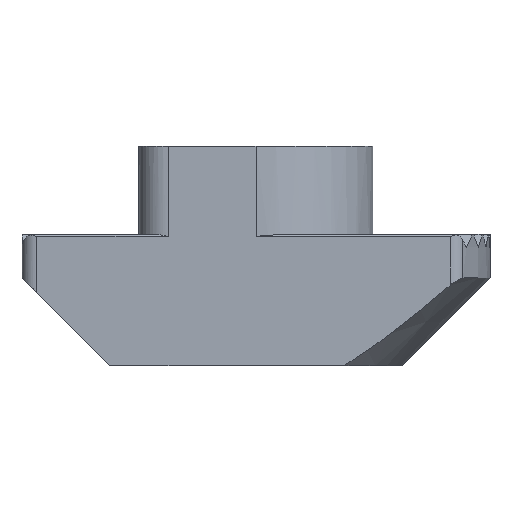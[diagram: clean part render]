
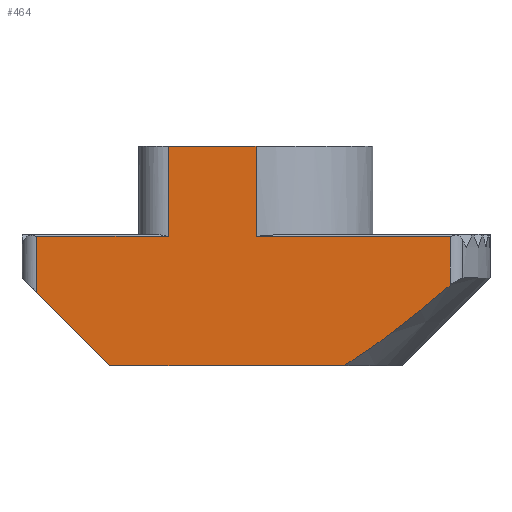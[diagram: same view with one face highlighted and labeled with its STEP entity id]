
A CAD part, left-side view. The second image highlights one B-rep face of the part: STEP entity #464.
In plain terms, the highlighted planar face has unit normal (-1, 0, 0).
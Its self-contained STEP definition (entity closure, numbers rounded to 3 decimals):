
#23 = EDGE_CURVE ( 'NONE', #2597, #2294, #2110, .T. ) ;
#82 = EDGE_LOOP ( 'NONE', ( #800, #363, #965, #2632, #1716, #877, #1963, #1587, #2534, #2123 ) ) ;
#99 = CARTESIAN_POINT ( 'NONE',  ( -4., 0., 3. ) ) ;
#124 = CARTESIAN_POINT ( 'NONE',  ( -4., -3., -4.5 ) ) ;
#159 = CARTESIAN_POINT ( 'NONE',  ( -4., 0., -4.5 ) ) ;
#213 = VERTEX_POINT ( 'NONE', #1224 ) ;
#224 = DIRECTION ( 'NONE',  ( 0., -1., 0. ) ) ;
#259 = EDGE_CURVE ( 'NONE', #830, #839, #2185, .T. ) ;
#262 = PLANE ( 'NONE',  #1914 ) ;
#363 = ORIENTED_EDGE ( 'NONE', *, *, #1472, .F. ) ;
#464 = ADVANCED_FACE ( 'NONE', ( #1945 ), #262, .F. ) ;
#472 = B_SPLINE_CURVE_WITH_KNOTS ( 'NONE', 3,
 ( #727, #1344, #2652, #2193, #719, #124 ),
 .UNSPECIFIED., .F., .F.,
 ( 4, 2, 4 ),
 ( 0., 0.002, 0.005 ),
 .UNSPECIFIED. ) ;
#477 = CARTESIAN_POINT ( 'NONE',  ( -4., -6.928, 0. ) ) ;
#514 = CARTESIAN_POINT ( 'NONE',  ( -4., -3., -4.5 ) ) ;
#538 = EDGE_CURVE ( 'NONE', #213, #991, #2413, .T. ) ;
#590 = VECTOR ( 'NONE', #1369, 1000. ) ;
#687 = CARTESIAN_POINT ( 'NONE',  ( -4., 0., 3. ) ) ;
#700 = CARTESIAN_POINT ( 'NONE',  ( -4., 7.5, -2. ) ) ;
#719 = CARTESIAN_POINT ( 'NONE',  ( -4., -3.655, -4.107 ) ) ;
#727 = CARTESIAN_POINT ( 'NONE',  ( -4., -6.633, -1.754 ) ) ;
#788 = LINE ( 'NONE', #1811, #2048 ) ;
#800 = ORIENTED_EDGE ( 'NONE', *, *, #1331, .F. ) ;
#823 = CARTESIAN_POINT ( 'NONE',  ( -4., 0., -0.079 ) ) ;
#830 = VERTEX_POINT ( 'NONE', #1135 ) ;
#839 = VERTEX_POINT ( 'NONE', #514 ) ;
#877 = ORIENTED_EDGE ( 'NONE', *, *, #2564, .F. ) ;
#965 = ORIENTED_EDGE ( 'NONE', *, *, #1206, .F. ) ;
#991 = VERTEX_POINT ( 'NONE', #2492 ) ;
#992 = VERTEX_POINT ( 'NONE', #1227 ) ;
#1069 = DIRECTION ( 'NONE',  ( 0., -1., 0. ) ) ;
#1106 = DIRECTION ( 'NONE',  ( 0., 0., -1. ) ) ;
#1122 = DIRECTION ( 'NONE',  ( 0., 0., -1. ) ) ;
#1135 = CARTESIAN_POINT ( 'NONE',  ( -4., 5., -4.5 ) ) ;
#1184 = DIRECTION ( 'NONE',  ( 0., 0., 1. ) ) ;
#1206 = EDGE_CURVE ( 'NONE', #1232, #992, #2650, .T. ) ;
#1224 = CARTESIAN_POINT ( 'NONE',  ( -4., -6.633, -0.079 ) ) ;
#1227 = CARTESIAN_POINT ( 'NONE',  ( -4., 7.5, -0.079 ) ) ;
#1232 = VERTEX_POINT ( 'NONE', #700 ) ;
#1331 = EDGE_CURVE ( 'NONE', #1804, #1671, #2731, .T. ) ;
#1344 = CARTESIAN_POINT ( 'NONE',  ( -4., -6.056, -2.249 ) ) ;
#1369 = DIRECTION ( 'NONE',  ( 0., 0., 1. ) ) ;
#1372 = EDGE_CURVE ( 'NONE', #830, #1232, #788, .T. ) ;
#1446 = VECTOR ( 'NONE', #1184, 1000. ) ;
#1472 = EDGE_CURVE ( 'NONE', #992, #1804, #2407, .T. ) ;
#1541 = VECTOR ( 'NONE', #1709, 1000. ) ;
#1573 = VECTOR ( 'NONE', #224, 1000. ) ;
#1587 = ORIENTED_EDGE ( 'NONE', *, *, #2326, .F. ) ;
#1671 = VERTEX_POINT ( 'NONE', #2631 ) ;
#1691 = CARTESIAN_POINT ( 'NONE',  ( -4., -6.928, -0.079 ) ) ;
#1702 = VECTOR ( 'NONE', #1069, 1000. ) ;
#1709 = DIRECTION ( 'NONE',  ( 0., -1., 0. ) ) ;
#1716 = ORIENTED_EDGE ( 'NONE', *, *, #259, .T. ) ;
#1721 = DIRECTION ( 'NONE',  ( 1., 0., 0. ) ) ;
#1804 = VERTEX_POINT ( 'NONE', #2719 ) ;
#1811 = CARTESIAN_POINT ( 'NONE',  ( -4., 5., -4.5 ) ) ;
#1842 = DIRECTION ( 'NONE',  ( 0., -1., 0. ) ) ;
#1882 = VECTOR ( 'NONE', #1842, 1000. ) ;
#1892 = EDGE_CURVE ( 'NONE', #1671, #2597, #1900, .T. ) ;
#1900 = LINE ( 'NONE', #687, #1541 ) ;
#1914 = AXIS2_PLACEMENT_3D ( 'NONE', #477, #1721, #1939 ) ;
#1939 = DIRECTION ( 'NONE',  ( 0., 1., 0. ) ) ;
#1945 = FACE_OUTER_BOUND ( 'NONE', #82, .T. ) ;
#1963 = ORIENTED_EDGE ( 'NONE', *, *, #538, .F. ) ;
#2017 = DIRECTION ( 'NONE',  ( 0., 0.707, 0.707 ) ) ;
#2048 = VECTOR ( 'NONE', #2017, 1000. ) ;
#2054 = VECTOR ( 'NONE', #1106, 1000. ) ;
#2081 = VECTOR ( 'NONE', #1122, 1000. ) ;
#2089 = CARTESIAN_POINT ( 'NONE',  ( -4., -6.928, -0.079 ) ) ;
#2110 = LINE ( 'NONE', #2180, #2054 ) ;
#2123 = ORIENTED_EDGE ( 'NONE', *, *, #1892, .F. ) ;
#2179 = CARTESIAN_POINT ( 'NONE',  ( -4., 7.5, 0. ) ) ;
#2180 = CARTESIAN_POINT ( 'NONE',  ( -4., 0., 3. ) ) ;
#2185 = LINE ( 'NONE', #159, #1882 ) ;
#2193 = CARTESIAN_POINT ( 'NONE',  ( -4., -4.269, -3.662 ) ) ;
#2294 = VERTEX_POINT ( 'NONE', #823 ) ;
#2326 = EDGE_CURVE ( 'NONE', #2294, #213, #2689, .T. ) ;
#2407 = LINE ( 'NONE', #2089, #1573 ) ;
#2413 = LINE ( 'NONE', #2623, #2081 ) ;
#2492 = CARTESIAN_POINT ( 'NONE',  ( -4., -6.633, -1.754 ) ) ;
#2534 = ORIENTED_EDGE ( 'NONE', *, *, #23, .F. ) ;
#2564 = EDGE_CURVE ( 'NONE', #991, #839, #472, .T. ) ;
#2597 = VERTEX_POINT ( 'NONE', #99 ) ;
#2623 = CARTESIAN_POINT ( 'NONE',  ( -4., -6.633, 0. ) ) ;
#2631 = CARTESIAN_POINT ( 'NONE',  ( -4., 3., 3. ) ) ;
#2632 = ORIENTED_EDGE ( 'NONE', *, *, #1372, .F. ) ;
#2650 = LINE ( 'NONE', #2179, #590 ) ;
#2652 = CARTESIAN_POINT ( 'NONE',  ( -4., -5.471, -2.734 ) ) ;
#2689 = LINE ( 'NONE', #1691, #1702 ) ;
#2692 = CARTESIAN_POINT ( 'NONE',  ( -4., 3., 0. ) ) ;
#2719 = CARTESIAN_POINT ( 'NONE',  ( -4., 3., -0.079 ) ) ;
#2731 = LINE ( 'NONE', #2692, #1446 ) ;
